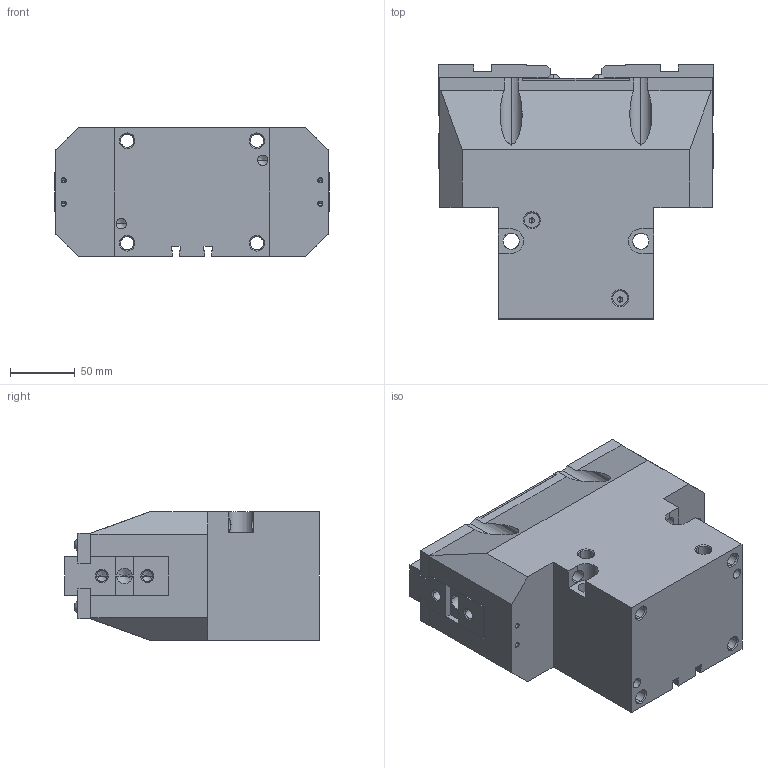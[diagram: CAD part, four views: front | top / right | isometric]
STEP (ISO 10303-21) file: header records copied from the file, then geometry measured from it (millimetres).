
FILE_DESCRIPTION( ( '' ), '1' );
FILE_NAME( 'ope210s_oe978pis_0_2_14a.stp', '2010-10-25T13:16:04', ( '' ), ( '' ), ' ', ' ', ' ' );
FILE_SCHEMA( ( 'automotive_design' ) );
Length unit declared in the file: millimetre
Products named in the file (3): 1; 2; 3
Bounding box: 212 x 196 x 99 mm (x, y, z)
Volume: 2665647.9 mm3; surface area: 254973.5 mm2
Topology: 3 solids, 3 shells, 348 faces, 918 edges, 562 vertices
Faces by surface type: plane 178, cylinder 86, cone 76, torus 8
Entity records: 20944 total; most frequent: CARTESIAN_POINT 2327, STYLED_ITEM 1791, PRESENTATION_STYLE_ASSIGNMENT 1791, COLOUR_RGB 1791, DIRECTION 1782, ORIENTED_EDGE 1756, EDGE_CURVE 878, CURVE_STYLE 878
